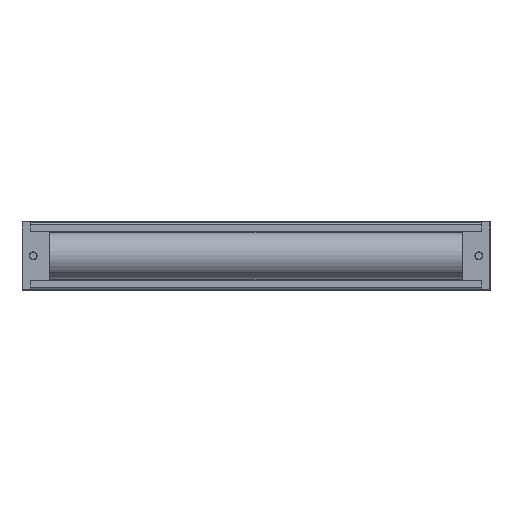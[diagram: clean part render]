
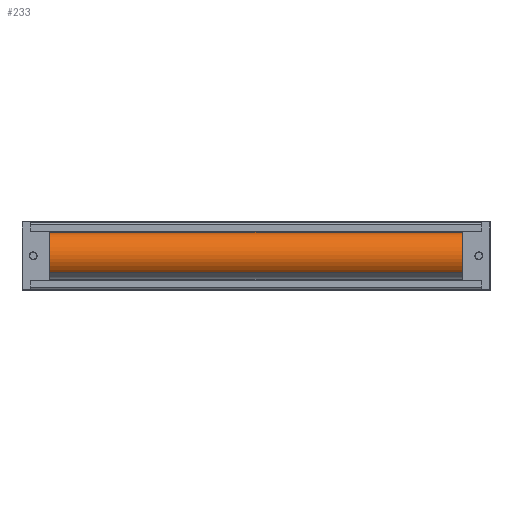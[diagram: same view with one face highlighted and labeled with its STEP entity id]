
A CAD part, top view. The second image highlights one B-rep face of the part: STEP entity #233.
In plain terms, the highlighted cylindrical face has radius 8.5 mm (diameter 17 mm), a partial arc.
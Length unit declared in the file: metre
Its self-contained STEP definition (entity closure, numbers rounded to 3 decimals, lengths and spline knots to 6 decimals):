
#233=ADVANCED_FACE('54:27',(#1274),#1275,.T.);
#1274=FACE_OUTER_BOUND('',#3209,.T.);
#1275=CYLINDRICAL_SURFACE('',#3210,0.0085);
#3209=EDGE_LOOP('',(#6709,#6710,#6711,#6712,#6713,#6714));
#3210=AXIS2_PLACEMENT_3D('',#6715,#6716,#6717);
#6709=ORIENTED_EDGE('',*,*,#14340,.F.);
#6710=ORIENTED_EDGE('',*,*,#14341,.T.);
#6711=ORIENTED_EDGE('',*,*,#14342,.T.);
#6712=ORIENTED_EDGE('',*,*,#14343,.T.);
#6713=ORIENTED_EDGE('',*,*,#14344,.T.);
#6714=ORIENTED_EDGE('',*,*,#14345,.T.);
#6715=CARTESIAN_POINT('',(0.074,0.,0.0275));
#6716=DIRECTION('',(-1.0,0.0,0.0));
#6717=DIRECTION('',(0.0,-0.707,0.707));
#14340=EDGE_CURVE('',#17323,#17324,#17325,.T.);
#14341=EDGE_CURVE('54:1974',#17323,#17326,#17327,.T.);
#14342=EDGE_CURVE('54:1995',#17326,#17328,#17329,.T.);
#14343=EDGE_CURVE('54:1959',#17328,#17330,#17331,.T.);
#14344=EDGE_CURVE('54:1998',#17330,#17332,#17333,.T.);
#14345=EDGE_CURVE('54:1986',#17332,#17324,#17334,.F.);
#17323=VERTEX_POINT('',#21828);
#17324=VERTEX_POINT('',#21829);
#17325=LINE('',#21830,#21831);
#17326=VERTEX_POINT('',#21832);
#17327=CIRCLE('',#21833,0.0085);
#17328=VERTEX_POINT('',#21834);
#17329=LINE('',#21835,#21836);
#17330=VERTEX_POINT('',#21837);
#17331=LINE('',#21838,#21839);
#17332=VERTEX_POINT('',#21840);
#17333=LINE('',#21841,#21842);
#17334=CIRCLE('',#21843,0.0085);
#21828=CARTESIAN_POINT('',(0.0749,-0.00601,0.03351));
#21829=CARTESIAN_POINT('',(-0.0749,-0.00601,0.03351));
#21830=CARTESIAN_POINT('',(0.074,-0.00601,0.03351));
#21831=VECTOR('',#27922,1.0);
#21832=CARTESIAN_POINT('',(0.0749,0.0085,0.0275));
#21833=AXIS2_PLACEMENT_3D('',#27923,#27924,#27925);
#21834=CARTESIAN_POINT('',(0.074,0.0085,0.0275));
#21835=CARTESIAN_POINT('',(0.07445,0.0085,0.0275));
#21836=VECTOR('',#27926,1.0);
#21837=CARTESIAN_POINT('',(-0.074,0.0085,0.0275));
#21838=CARTESIAN_POINT('',(0.074,0.0085,0.0275));
#21839=VECTOR('',#27927,1.0);
#21840=CARTESIAN_POINT('',(-0.0749,0.0085,0.0275));
#21841=CARTESIAN_POINT('',(-0.07445,0.0085,0.0275));
#21842=VECTOR('',#27928,1.0);
#21843=AXIS2_PLACEMENT_3D('',#27929,#27930,#27931);
#27922=DIRECTION('',(-1.0,0.0,0.0));
#27923=CARTESIAN_POINT('',(0.0749,0.,0.0275));
#27924=DIRECTION('',(-1.0,0.0,0.0));
#27925=DIRECTION('',(0.0,-0.707,0.707));
#27926=DIRECTION('',(-1.0,0.0,0.0));
#27927=DIRECTION('',(-1.0,-0.0,0.0));
#27928=DIRECTION('',(-1.0,0.0,0.0));
#27929=CARTESIAN_POINT('',(-0.0749,0.,0.0275));
#27930=DIRECTION('',(-1.0,0.0,0.0));
#27931=DIRECTION('',(0.0,-0.707,0.707));
